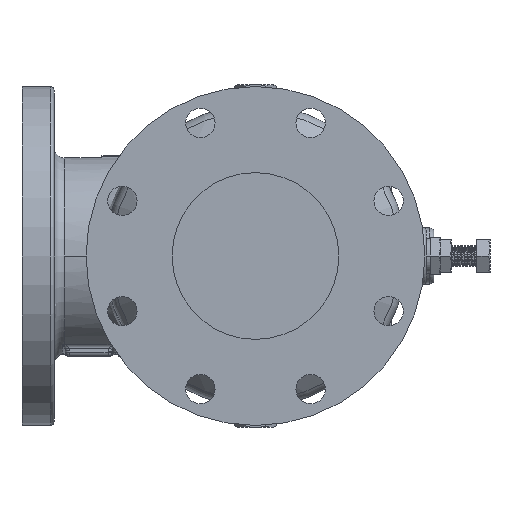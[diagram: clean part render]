
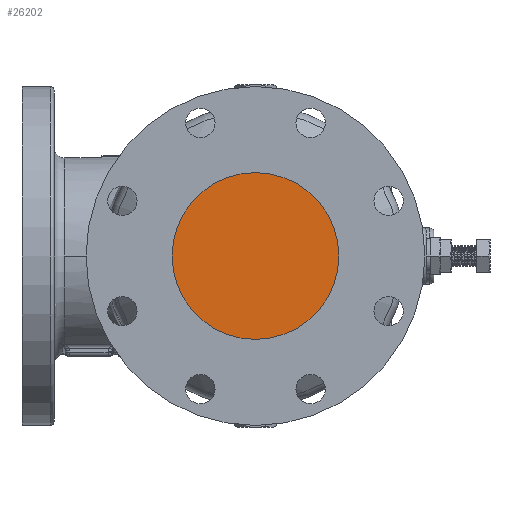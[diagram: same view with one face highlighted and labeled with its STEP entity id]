
A CAD part, left-side view. The second image highlights one B-rep face of the part: STEP entity #26202.
In plain terms, the highlighted planar face has unit normal (-1, 0, 0).
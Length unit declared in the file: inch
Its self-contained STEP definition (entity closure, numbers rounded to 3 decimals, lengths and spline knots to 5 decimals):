
#1366 = DIRECTION ( 'NONE',  ( 0., -1., 0. ) ) ;
#7761 = CARTESIAN_POINT ( 'NONE',  ( -8.77953, 0., 0. ) ) ;
#12172 = ORIENTED_EDGE ( 'NONE', *, *, #26548, .T. ) ;
#12284 = DIRECTION ( 'NONE',  ( 0., -1., 0. ) ) ;
#12420 = CIRCLE ( 'NONE', #32842, 2.46063 ) ;
#15631 = DIRECTION ( 'NONE',  ( -1., 0., 0. ) ) ;
#17553 = VERTEX_POINT ( 'NONE', #37718 ) ;
#17735 = CIRCLE ( 'NONE', #23482, 2.46063 ) ;
#18714 = CARTESIAN_POINT ( 'NONE',  ( -8.77953, 2.46063, 0. ) ) ;
#18984 = ORIENTED_EDGE ( 'NONE', *, *, #51816, .T. ) ;
#23198 = VERTEX_POINT ( 'NONE', #18714 ) ;
#23482 = AXIS2_PLACEMENT_3D ( 'NONE', #7761, #39107, #12284 ) ;
#26202 = ADVANCED_FACE ( 'NONE', ( #44400 ), #55059, .T. ) ;
#26548 = EDGE_CURVE ( 'NONE', #23198, #17553, #17735, .T. ) ;
#28214 = DIRECTION ( 'NONE',  ( -1., 0., 0. ) ) ;
#32842 = AXIS2_PLACEMENT_3D ( 'NONE', #42472, #15631, #46994 ) ;
#36824 = CARTESIAN_POINT ( 'NONE',  ( -8.77953, 0., 0. ) ) ;
#37718 = CARTESIAN_POINT ( 'NONE',  ( -8.77953, -2.46063, 0. ) ) ;
#39107 = DIRECTION ( 'NONE',  ( -1., 0., 0. ) ) ;
#42472 = CARTESIAN_POINT ( 'NONE',  ( -8.77953, 0., 0. ) ) ;
#44400 = FACE_OUTER_BOUND ( 'NONE', #44708, .T. ) ;
#44708 = EDGE_LOOP ( 'NONE', ( #18984, #12172 ) ) ;
#46994 = DIRECTION ( 'NONE',  ( 0., -1., 0. ) ) ;
#51816 = EDGE_CURVE ( 'NONE', #17553, #23198, #12420, .T. ) ;
#55059 = PLANE ( 'NONE',  #57621 ) ;
#57621 = AXIS2_PLACEMENT_3D ( 'NONE', #36824, #28214, #1366 ) ;
